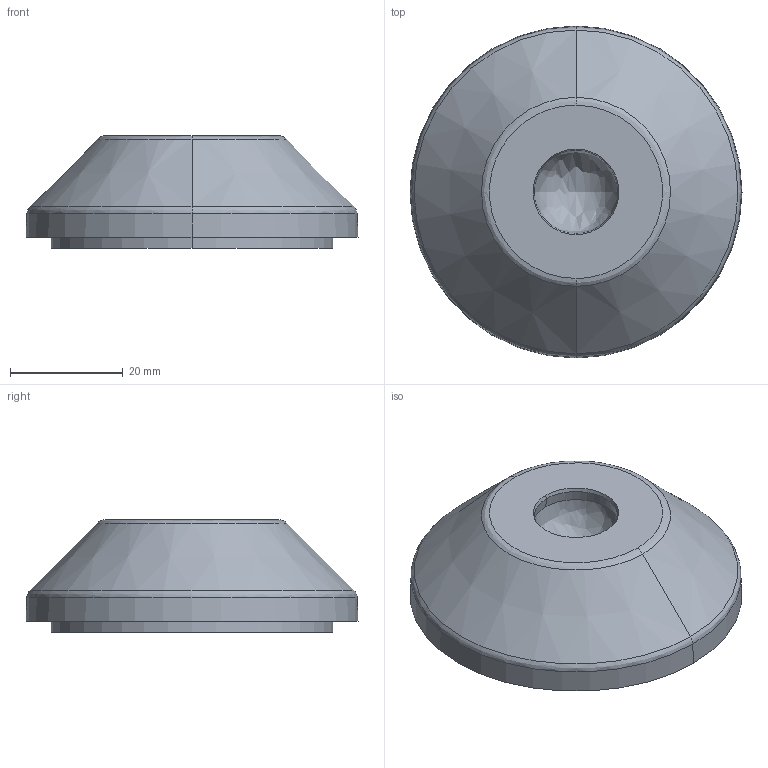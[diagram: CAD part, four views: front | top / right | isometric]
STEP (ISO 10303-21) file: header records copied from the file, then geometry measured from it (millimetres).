
FILE_DESCRIPTION (( 'STEP AP203' ), '1' );
FILE_NAME ('203600201_c_1.STEP', '2023-02-26T22:20:24', ( '' ), ( '' ), 'SwSTEP 2.0', 'SolidWorks 2014', '' );
FILE_SCHEMA (( 'CONFIG_CONTROL_DESIGN' ));
Length unit declared in the file: millimetre
Products named in the file (1): 203600201_c_1
Bounding box: 59 x 59 x 20 mm (x, y, z)
Volume: 37764.5 mm3; surface area: 7709.6 mm2
Topology: 1 solids, 1 shells, 18 faces, 38 edges, 22 vertices
Faces by surface type: cone 8, bspline 5, plane 3, cylinder 2
Entity records: 608 total; most frequent: CARTESIAN_POINT 158, DIRECTION 86, ORIENTED_EDGE 72, AXIS2_PLACEMENT_3D 38, EDGE_CURVE 36, CIRCLE 24, VERTEX_POINT 22, EDGE_LOOP 20
